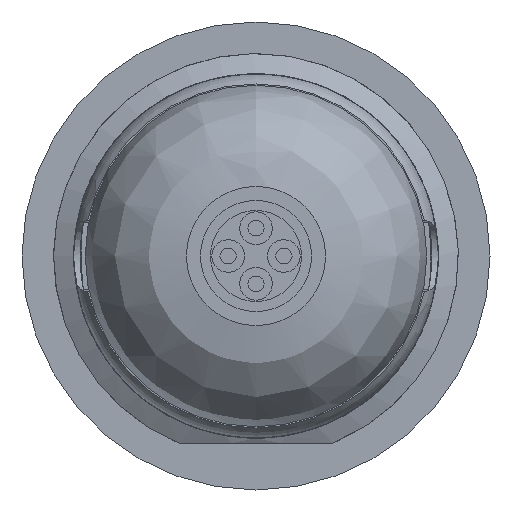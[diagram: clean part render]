
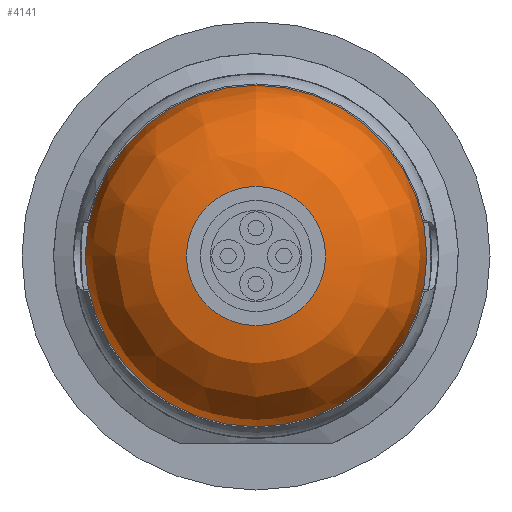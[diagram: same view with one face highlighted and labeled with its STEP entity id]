
A CAD part, front view. The second image highlights one B-rep face of the part: STEP entity #4141.
In plain terms, the highlighted free-form (B-spline) face has degree [2, 2] with [3, 9] control points.
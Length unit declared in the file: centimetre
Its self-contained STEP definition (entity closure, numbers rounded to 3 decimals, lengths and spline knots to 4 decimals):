
#14=(
BOUNDED_SURFACE()
B_SPLINE_SURFACE(2,2,((#7435,#7436,#7437,#7438,#7439,#7440,#7441,#7442,
#7443),(#7444,#7445,#7446,#7447,#7448,#7449,#7450,#7451,#7452),(#7453,#7454,
#7455,#7456,#7457,#7458,#7459,#7460,#7461)),.UNSPECIFIED.,.F.,.T.,.F.)
B_SPLINE_SURFACE_WITH_KNOTS((3,3),(3,2,2,2,3),(0.,1.5708),(-3.1416,
-1.5708,0.,1.5708,3.1416),.UNSPECIFIED.)
GEOMETRIC_REPRESENTATION_ITEM()
RATIONAL_B_SPLINE_SURFACE(((1.,0.707,1.,0.707,1.,
0.707,1.,0.707,1.),(0.707,0.5,0.707,
0.5,0.707,0.5,0.707,0.5,0.707),(1.,
0.707,1.,0.707,1.,0.707,1.,0.707,
1.)))
REPRESENTATION_ITEM('')
SURFACE()
);
#485=FACE_OUTER_BOUND('',#769,.T.);
#769=EDGE_LOOP('',(#3705,#3706,#3707,#3708,#3709));
#1043=CIRCLE('',#4682,0.675);
#1044=CIRCLE('',#4683,0.675);
#1046=CIRCLE('',#4685,0.275);
#1047=CIRCLE('',#4686,0.4);
#1999=VERTEX_POINT('',#7428);
#2000=VERTEX_POINT('',#7429);
#2002=VERTEX_POINT('',#7462);
#2575=EDGE_CURVE('',#1999,#2000,#1043,.T.);
#2576=EDGE_CURVE('',#2000,#1999,#1044,.T.);
#2579=EDGE_CURVE('',#2002,#2002,#1046,.T.);
#2580=EDGE_CURVE('',#2002,#1999,#1047,.T.);
#3705=ORIENTED_EDGE('',*,*,#2579,.T.);
#3706=ORIENTED_EDGE('',*,*,#2580,.T.);
#3707=ORIENTED_EDGE('',*,*,#2575,.T.);
#3708=ORIENTED_EDGE('',*,*,#2576,.T.);
#3709=ORIENTED_EDGE('',*,*,#2580,.F.);
#4141=ADVANCED_FACE('',(#485),#14,.F.);
#4682=AXIS2_PLACEMENT_3D('',#7430,#5999,#6000);
#4683=AXIS2_PLACEMENT_3D('',#7431,#6001,#6002);
#4685=AXIS2_PLACEMENT_3D('',#7463,#6006,#6007);
#4686=AXIS2_PLACEMENT_3D('',#7464,#6008,#6009);
#5999=DIRECTION('center_axis',(0.,-1.,0.));
#6000=DIRECTION('ref_axis',(1.,0.,0.));
#6001=DIRECTION('center_axis',(0.,-1.,0.));
#6002=DIRECTION('ref_axis',(1.,0.,0.));
#6006=DIRECTION('center_axis',(0.,1.,0.));
#6007=DIRECTION('ref_axis',(1.,0.,0.));
#6008=DIRECTION('center_axis',(-1.,0.,0.));
#6009=DIRECTION('ref_axis',(0.,0.,1.));
#7428=CARTESIAN_POINT('',(0.,-2.48,0.675));
#7429=CARTESIAN_POINT('',(0.675,-2.48,0.));
#7430=CARTESIAN_POINT('Origin',(0.,-2.48,0.));
#7431=CARTESIAN_POINT('Origin',(0.,-2.48,0.));
#7435=CARTESIAN_POINT('Ctrl Pts',(0.,-2.48,0.675));
#7436=CARTESIAN_POINT('Ctrl Pts',(-0.675,-2.48,0.675));
#7437=CARTESIAN_POINT('Ctrl Pts',(-0.675,-2.48,0.));
#7438=CARTESIAN_POINT('Ctrl Pts',(-0.675,-2.48,-0.675));
#7439=CARTESIAN_POINT('Ctrl Pts',(0.,-2.48,-0.675));
#7440=CARTESIAN_POINT('Ctrl Pts',(0.675,-2.48,-0.675));
#7441=CARTESIAN_POINT('Ctrl Pts',(0.675,-2.48,0.));
#7442=CARTESIAN_POINT('Ctrl Pts',(0.675,-2.48,0.675));
#7443=CARTESIAN_POINT('Ctrl Pts',(0.,-2.48,0.675));
#7444=CARTESIAN_POINT('Ctrl Pts',(0.,-2.88,0.675));
#7445=CARTESIAN_POINT('Ctrl Pts',(-0.675,-2.88,0.675));
#7446=CARTESIAN_POINT('Ctrl Pts',(-0.675,-2.88,0.));
#7447=CARTESIAN_POINT('Ctrl Pts',(-0.675,-2.88,-0.675));
#7448=CARTESIAN_POINT('Ctrl Pts',(0.,-2.88,-0.675));
#7449=CARTESIAN_POINT('Ctrl Pts',(0.675,-2.88,-0.675));
#7450=CARTESIAN_POINT('Ctrl Pts',(0.675,-2.88,0.));
#7451=CARTESIAN_POINT('Ctrl Pts',(0.675,-2.88,0.675));
#7452=CARTESIAN_POINT('Ctrl Pts',(0.,-2.88,0.675));
#7453=CARTESIAN_POINT('Ctrl Pts',(0.,-2.88,0.275));
#7454=CARTESIAN_POINT('Ctrl Pts',(-0.275,-2.88,0.275));
#7455=CARTESIAN_POINT('Ctrl Pts',(-0.275,-2.88,0.));
#7456=CARTESIAN_POINT('Ctrl Pts',(-0.275,-2.88,-0.275));
#7457=CARTESIAN_POINT('Ctrl Pts',(0.,-2.88,-0.275));
#7458=CARTESIAN_POINT('Ctrl Pts',(0.275,-2.88,-0.275));
#7459=CARTESIAN_POINT('Ctrl Pts',(0.275,-2.88,0.));
#7460=CARTESIAN_POINT('Ctrl Pts',(0.275,-2.88,0.275));
#7461=CARTESIAN_POINT('Ctrl Pts',(0.,-2.88,0.275));
#7462=CARTESIAN_POINT('',(0.,-2.88,0.275));
#7463=CARTESIAN_POINT('Origin',(0.,-2.88,0.));
#7464=CARTESIAN_POINT('Origin',(0.,-2.48,0.275));
